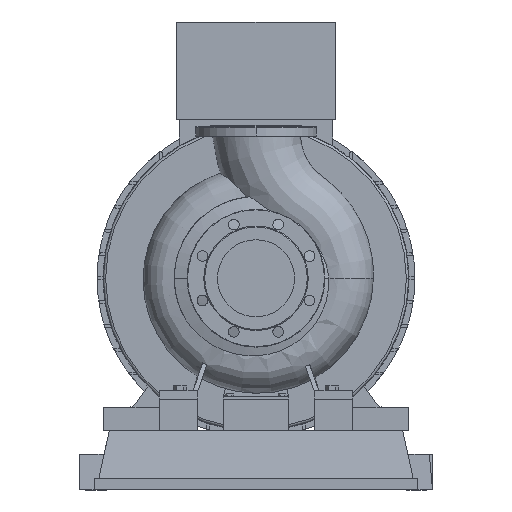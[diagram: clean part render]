
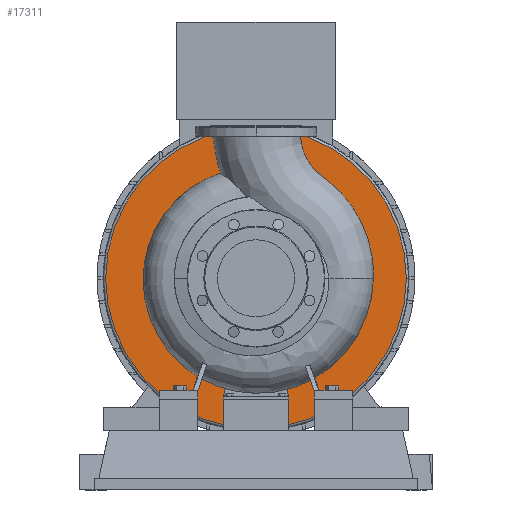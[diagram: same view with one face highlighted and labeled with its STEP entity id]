
A CAD part, left-side view. The second image highlights one B-rep face of the part: STEP entity #17311.
In plain terms, the highlighted planar face has unit normal (-1, 0, 0).
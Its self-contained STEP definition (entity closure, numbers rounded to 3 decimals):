
#7630=CARTESIAN_POINT('',(618.0,311.,438.));
#7631=VERTEX_POINT('',#7630);
#7657=CARTESIAN_POINT('',(618.0,-311.,438.));
#7658=VERTEX_POINT('',#7657);
#7666=CARTESIAN_POINT('',(618.0,0.,438.0));
#7667=DIRECTION('',(1.0,0.0,0.0));
#7668=DIRECTION('',(0.0,0.0,1.0));
#7669=AXIS2_PLACEMENT_3D('',#7666,#7667,#7668);
#7670=CIRCLE('',#7669,311.);
#7671=EDGE_CURVE('',#7658,#7631,#7670,.T.);
#7681=CARTESIAN_POINT('',(618.0,0.,490.5));
#7682=VERTEX_POINT('',#7681);
#7691=CARTESIAN_POINT('',(618.0,0.,385.5));
#7692=VERTEX_POINT('',#7691);
#7693=CARTESIAN_POINT('',(618.0,0.,438.0));
#7694=DIRECTION('',(1.0,0.0,0.0));
#7695=DIRECTION('',(0.0,0.0,1.0));
#7696=AXIS2_PLACEMENT_3D('',#7693,#7694,#7695);
#7697=CIRCLE('',#7696,52.5);
#7698=EDGE_CURVE('',#7692,#7682,#7697,.T.);
#17273=CARTESIAN_POINT('',(618.0,0.,438.0));
#17274=DIRECTION('',(1.0,0.0,0.0));
#17275=DIRECTION('',(0.0,0.0,1.0));
#17276=AXIS2_PLACEMENT_3D('',#17273,#17274,#17275);
#17277=CIRCLE('',#17276,52.5);
#17278=EDGE_CURVE('',#7682,#7692,#17277,.T.);
#17283=CARTESIAN_POINT('',(618.0,0.,619.75));
#17284=DIRECTION('',(-1.0,0.0,0.0));
#17285=DIRECTION('',(0.0,-1.0,0.0));
#17286=AXIS2_PLACEMENT_3D('',#17283,#17284,#17285);
#17287=PLANE('',#17286);
#17288=CARTESIAN_POINT('',(618.0,0.,749.));
#17289=VERTEX_POINT('',#17288);
#17290=CARTESIAN_POINT('',(618.0,0.,438.0));
#17291=DIRECTION('',(1.0,0.0,0.0));
#17292=DIRECTION('',(0.0,0.0,1.0));
#17293=AXIS2_PLACEMENT_3D('',#17290,#17291,#17292);
#17294=CIRCLE('',#17293,311.);
#17295=EDGE_CURVE('',#17289,#7658,#17294,.T.);
#17296=ORIENTED_EDGE('',*,*,#17295,.F.);
#17297=CARTESIAN_POINT('',(618.0,0.,438.0));
#17298=DIRECTION('',(1.0,0.0,0.0));
#17299=DIRECTION('',(0.0,0.0,1.0));
#17300=AXIS2_PLACEMENT_3D('',#17297,#17298,#17299);
#17301=CIRCLE('',#17300,311.);
#17302=EDGE_CURVE('',#7631,#17289,#17301,.T.);
#17303=ORIENTED_EDGE('',*,*,#17302,.F.);
#17304=ORIENTED_EDGE('',*,*,#7671,.F.);
#17305=EDGE_LOOP('',(#17296,#17303,#17304));
#17306=FACE_OUTER_BOUND('',#17305,.T.);
#17307=ORIENTED_EDGE('',*,*,#17278,.T.);
#17308=ORIENTED_EDGE('',*,*,#7698,.T.);
#17309=EDGE_LOOP('',(#17307,#17308));
#17310=FACE_BOUND('',#17309,.T.);
#17311=ADVANCED_FACE('',(#17306,#17310),#17287,.T.);
